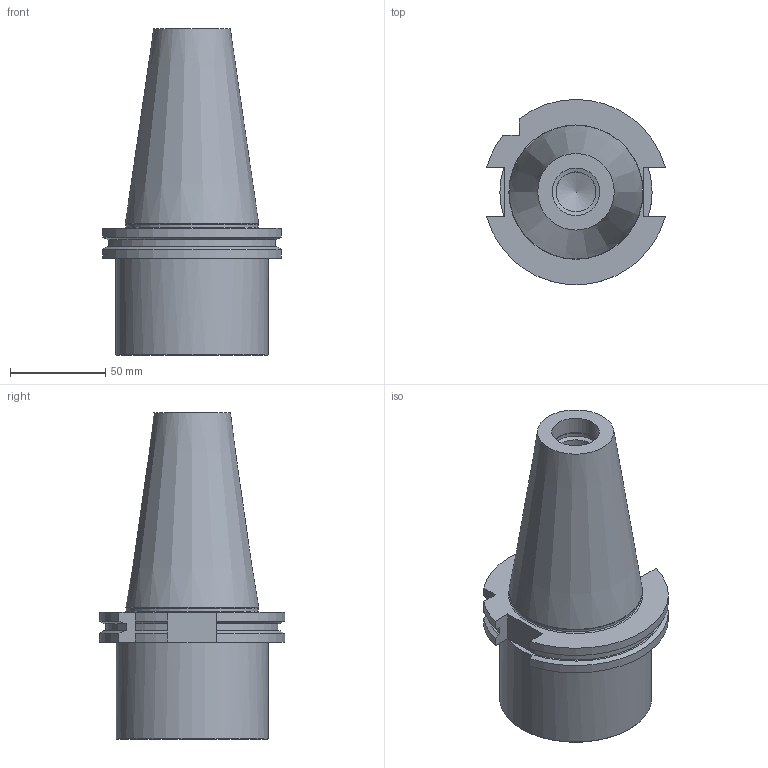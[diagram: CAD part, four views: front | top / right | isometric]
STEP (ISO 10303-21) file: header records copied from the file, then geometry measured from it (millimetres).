
FILE_DESCRIPTION(/* description */ (''),/* implementation_level */ '2;1');
FILE_NAME(/* name */ '2346_1_3d.stp',/* time_stamp */ '2017-02-08T07:50:19+01:00',/* author */ (''),/* organization */ ('SMS'),/* preprocessor_version */ 'ST-DEVELOPER v15',/* originating_system */ 'SIEMENS PLM Software NX 8.5',/* authorisation */ '');
FILE_SCHEMA (('AUTOMOTIVE_DESIGN { 1 0 10303 214 3 1 1 1 }'));
Length unit declared in the file: millimetre
Products named in the file (1): 2346_1_3D
Bounding box: 93.97 x 97.27 x 171.6 mm (x, y, z)
Volume: 597111.6 mm3; surface area: 53175.4 mm2
Topology: 1 solids, 1 shells, 48 faces, 127 edges, 81 vertices
Faces by surface type: plane 21, cylinder 14, cone 12, torus 1
Full cylindrical faces by diameter (mm): 21 x1, 25.011 x1, 25.46 x1, 69.4 x1, 80 x1
Entity records: 1437 total; most frequent: CARTESIAN_POINT 273, DIRECTION 242, ORIENTED_EDGE 218, EDGE_CURVE 109, AXIS2_PLACEMENT_3D 93, VERTEX_POINT 76, EDGE_LOOP 60, LINE 56
